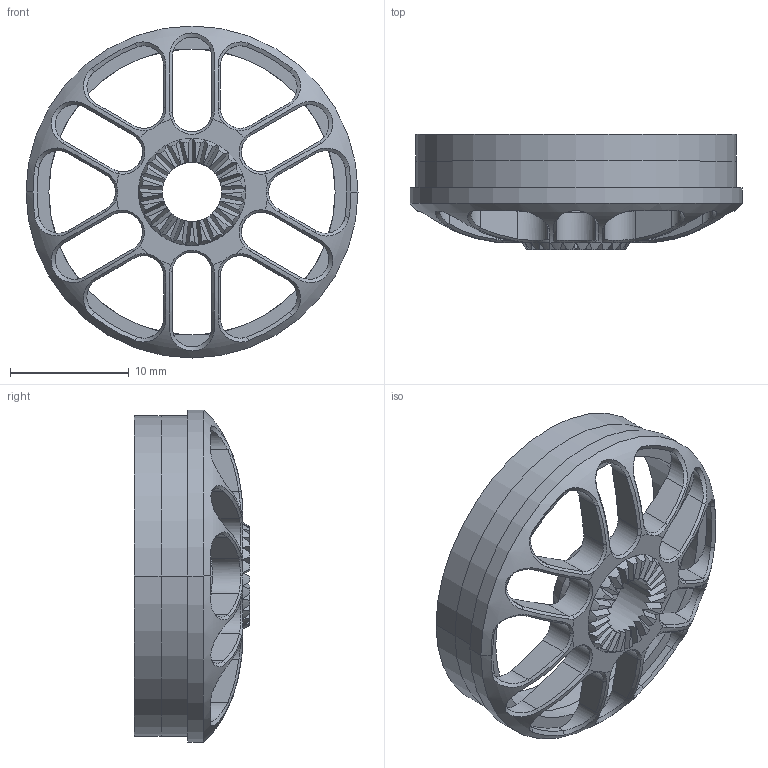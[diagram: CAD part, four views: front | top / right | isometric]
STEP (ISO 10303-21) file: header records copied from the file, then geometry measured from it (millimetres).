
FILE_DESCRIPTION((''),'2;1');
FILE_NAME('MOTOR_VRCH1','2022-02-19T21:19:46',('BenoVidla'),(''),'CREO PARAMETRIC BY PTC INC, 2021063','CREO PARAMETRIC BY PTC INC, 2021063','');
FILE_SCHEMA(('AP242_MANAGED_MODEL_BASED_3D_ENGINEERING_MIM_LF { 1 0 10303 442 1 1 4 }'));
Length unit declared in the file: millimetre
Products named in the file (1): MOTOR_VRCH1
Bounding box: 27.9 x 9.7 x 27.9 mm (x, y, z)
Volume: 1157.7 mm3; surface area: 2187.9 mm2
Topology: 1 solids, 1 shells, 278 faces, 757 edges, 463 vertices
Faces by surface type: plane 117, bspline 68, cylinder 52, cone 39, revolution 2
Entity records: 13983 total; most frequent: CARTESIAN_POINT 5524, ORIENTED_EDGE 1476, DIRECTION 1106, EDGE_CURVE 738, VERTEX_POINT 442, AXIS2_PLACEMENT_3D 435, B_SPLINE_CURVE_WITH_KNOTS 333, PRESENTATION_STYLE_ASSIGNMENT 306
